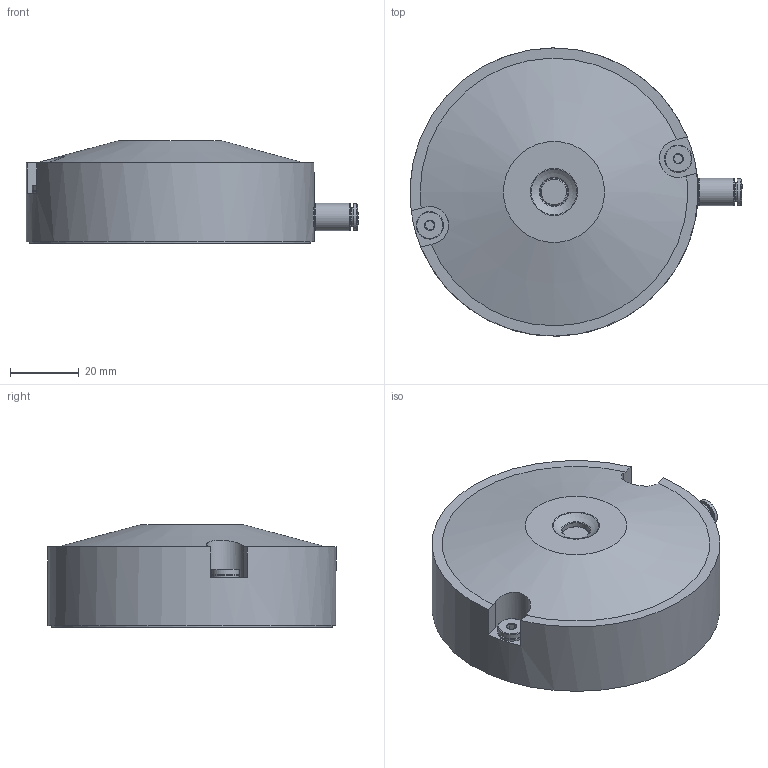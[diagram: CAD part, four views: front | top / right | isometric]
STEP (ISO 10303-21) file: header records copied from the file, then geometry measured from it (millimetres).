
FILE_DESCRIPTION(/* description */ ('Unknown'),/* implementation_level */ '2;1');
FILE_NAME(/* name */ 'RD-84S1',/* time_stamp */ '2024-08-02T14:08:57+02:00',/* author */ ('Unknown'),/* organization */ ('Unknown'),/* preprocessor_version */ 'ST-DEVELOPER v18.104',/* originating_system */ 'Solid Edge',/* authorisation */ 'Unknown');
FILE_SCHEMA (('AUTOMOTIVE_DESIGN {1 0 10303 214 3 1 1}'));
Length unit declared in the file: millimetre
Products named in the file (6): RD-84S1; RD-84S1-Gehäuse; RD-84S1-Graphitpad; 132917 QSM-M5-4-I-R-100; 174308 B-M5-B; DM_D8x8
Assembly tree (6 placements, depth 2):
  RD-84S1
    RD-84S1-Gehäuse
    RD-84S1-Graphitpad
    132917 QSM-M5-4-I-R-100
    174308 B-M5-B  x2
    DM_D8x8
Bounding box: 96.77 x 84 x 30 mm (x, y, z)
Volume: 144231.6 mm3; surface area: 32302.5 mm2
Topology: 6 solids, 6 shells, 107 faces, 216 edges, 138 vertices
Faces by surface type: plane 55, cylinder 29, cone 13, torus 9, sphere 1
Full cylindrical faces by diameter (mm): 4 x1, 4.134 x4, 4.2 x1, 5 x3, 5.4 x1, 7.2 x2, 7.8 x4, 8 x6, 8.15 x1, 9 x1, 81.95 x1, 82.05 x1, 84 x1
Entity records: 2722 total; most frequent: CARTESIAN_POINT 382, DIRECTION 368, ORIENTED_EDGE 252, AXIS2_PLACEMENT_3D 161, EDGE_LOOP 148, FACE_BOUND 148, EDGE_CURVE 126, VERTEX_POINT 104
